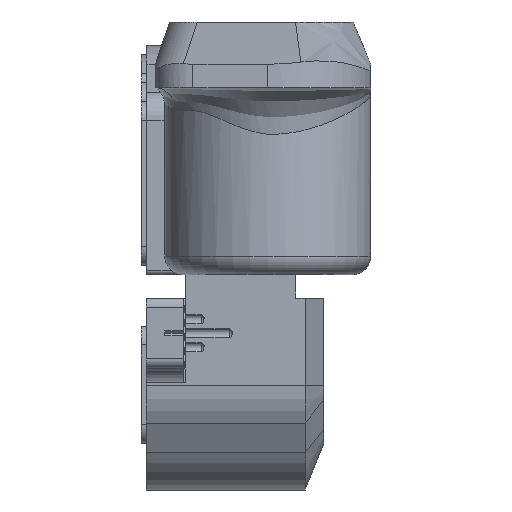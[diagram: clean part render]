
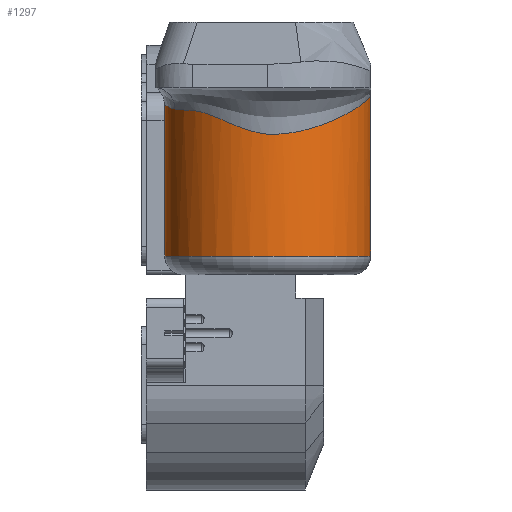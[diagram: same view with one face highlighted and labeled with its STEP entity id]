
A CAD part, front view. The second image highlights one B-rep face of the part: STEP entity #1297.
In plain terms, the highlighted cylindrical face has radius 11 mm (diameter 22 mm), a partial arc.
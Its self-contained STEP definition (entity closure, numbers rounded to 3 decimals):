
#914 = EDGE_CURVE ( 'NONE', #20487, #20485, #6301, .T. ) ;
#1297 = ADVANCED_FACE ( 'NONE', ( #6537 ), #6538, .T. ) ;
#1672 = EDGE_CURVE ( 'NONE', #20428, #20429, #6583, .T. ) ;
#1747 = EDGE_CURVE ( 'NONE', #20428, #20487, #16942, .T. ) ;
#1748 = EDGE_CURVE ( 'NONE', #20405, #20429, #19998, .T. ) ;
#1751 = EDGE_CURVE ( 'NONE', #20485, #20405, #19997, .T. ) ;
#3354 = EDGE_LOOP ( 'NONE', ( #22285, #22286, #22284, #22287, #22289 ) ) ;
#6108 = CARTESIAN_POINT ( 'NONE',  ( 13., 0., -24.5 ) ) ;
#6109 = DIRECTION ( 'NONE',  ( 0., 0., 1. ) ) ;
#6301 = LINE ( 'NONE', #6108, #20662 ) ;
#6537 = FACE_OUTER_BOUND ( 'NONE', #3354, .T. ) ;
#6538 = CYLINDRICAL_SURFACE ( 'NONE', #16811, 11. ) ;
#6583 = LINE ( 'NONE', #8886, #16922 ) ;
#8054 = CARTESIAN_POINT ( 'NONE',  ( 24., 0., -24.5 ) ) ;
#8055 = DIRECTION ( 'NONE',  ( 0., 0., 1. ) ) ;
#8056 = DIRECTION ( 'NONE',  ( -1., 0., 0. ) ) ;
#8886 = CARTESIAN_POINT ( 'NONE',  ( 35., 0., -24.5 ) ) ;
#8887 = DIRECTION ( 'NONE',  ( 0., 0., 1. ) ) ;
#9061 = CARTESIAN_POINT ( 'NONE',  ( 24., 0., -22.5 ) ) ;
#9062 = DIRECTION ( 'NONE',  ( 0., 0., -1. ) ) ;
#9063 = DIRECTION ( 'NONE',  ( 1., 0., 0. ) ) ;
#9064 = CARTESIAN_POINT ( 'NONE',  ( 14.067, -4.725, -6.789 ) ) ;
#9065 = CARTESIAN_POINT ( 'NONE',  ( 14.162, -4.925, -6.8 ) ) ;
#9066 = CARTESIAN_POINT ( 'NONE',  ( 14.263, -5.122, -6.812 ) ) ;
#9067 = CARTESIAN_POINT ( 'NONE',  ( 14.691, -5.898, -6.861 ) ) ;
#9068 = CARTESIAN_POINT ( 'NONE',  ( 15.065, -6.451, -6.898 ) ) ;
#9069 = CARTESIAN_POINT ( 'NONE',  ( 15.697, -7.222, -6.956 ) ) ;
#9070 = CARTESIAN_POINT ( 'NONE',  ( 15.919, -7.47, -6.975 ) ) ;
#9071 = CARTESIAN_POINT ( 'NONE',  ( 16.384, -7.944, -7.013 ) ) ;
#9072 = CARTESIAN_POINT ( 'NONE',  ( 16.628, -8.171, -7.05 ) ) ;
#9073 = CARTESIAN_POINT ( 'NONE',  ( 17.388, -8.816, -7.233 ) ) ;
#9074 = CARTESIAN_POINT ( 'NONE',  ( 17.934, -9.201, -7.438 ) ) ;
#9075 = CARTESIAN_POINT ( 'NONE',  ( 19.087, -9.864, -7.918 ) ) ;
#9076 = CARTESIAN_POINT ( 'NONE',  ( 19.693, -10.143, -8.193 ) ) ;
#9077 = CARTESIAN_POINT ( 'NONE',  ( 20.946, -10.588, -8.717 ) ) ;
#9078 = CARTESIAN_POINT ( 'NONE',  ( 21.592, -10.754, -8.967 ) ) ;
#9079 = CARTESIAN_POINT ( 'NONE',  ( 22.905, -10.966, -9.346 ) ) ;
#9080 = CARTESIAN_POINT ( 'NONE',  ( 23.571, -11.012, -9.475 ) ) ;
#9081 = CARTESIAN_POINT ( 'NONE',  ( 24.568, -10.99, -9.508 ) ) ;
#9082 = CARTESIAN_POINT ( 'NONE',  ( 24.9, -10.968, -9.495 ) ) ;
#9083 = CARTESIAN_POINT ( 'NONE',  ( 25.561, -10.894, -9.455 ) ) ;
#9084 = CARTESIAN_POINT ( 'NONE',  ( 25.889, -10.842, -9.422 ) ) ;
#9085 = CARTESIAN_POINT ( 'NONE',  ( 26.866, -10.641, -9.293 ) ) ;
#9086 = CARTESIAN_POINT ( 'NONE',  ( 27.505, -10.448, -9.165 ) ) ;
#9087 = CARTESIAN_POINT ( 'NONE',  ( 28.738, -9.95, -8.849 ) ) ;
#9088 = CARTESIAN_POINT ( 'NONE',  ( 29.331, -9.645, -8.661 ) ) ;
#9089 = CARTESIAN_POINT ( 'NONE',  ( 30.454, -8.932, -8.25 ) ) ;
#9090 = CARTESIAN_POINT ( 'NONE',  ( 30.983, -8.525, -8.027 ) ) ;
#9091 = CARTESIAN_POINT ( 'NONE',  ( 31.959, -7.622, -7.571 ) ) ;
#9092 = CARTESIAN_POINT ( 'NONE',  ( 32.406, -7.126, -7.338 ) ) ;
#9093 = CARTESIAN_POINT ( 'NONE',  ( 33.203, -6.062, -6.873 ) ) ;
#9094 = CARTESIAN_POINT ( 'NONE',  ( 33.553, -5.494, -6.644 ) ) ;
#9095 = CARTESIAN_POINT ( 'NONE',  ( 34.145, -4.303, -6.226 ) ) ;
#9096 = CARTESIAN_POINT ( 'NONE',  ( 34.387, -3.681, -6.037 ) ) ;
#9097 = CARTESIAN_POINT ( 'NONE',  ( 34.755, -2.403, -5.732 ) ) ;
#9098 = CARTESIAN_POINT ( 'NONE',  ( 34.881, -1.748, -5.616 ) ) ;
#9099 = CARTESIAN_POINT ( 'NONE',  ( 34.979, -0.755, -5.521 ) ) ;
#9100 = CARTESIAN_POINT ( 'NONE',  ( 34.997, -0.423, -5.503 ) ) ;
#9101 = CARTESIAN_POINT ( 'NONE',  ( 35., -0.06, -5.5 ) ) ;
#9102 = CARTESIAN_POINT ( 'NONE',  ( 35., -0.03, -5.5 ) ) ;
#9103 = CARTESIAN_POINT ( 'NONE',  ( 35., 0., -5.5 ) ) ;
#9104 = CARTESIAN_POINT ( 'NONE',  ( 13., 0., -6.275 ) ) ;
#9105 = CARTESIAN_POINT ( 'NONE',  ( 13., -0.814, -6.288 ) ) ;
#9106 = CARTESIAN_POINT ( 'NONE',  ( 13.091, -1.628, -6.382 ) ) ;
#9107 = CARTESIAN_POINT ( 'NONE',  ( 13.449, -3.216, -6.612 ) ) ;
#9108 = CARTESIAN_POINT ( 'NONE',  ( 13.717, -3.99, -6.746 ) ) ;
#9109 = CARTESIAN_POINT ( 'NONE',  ( 14.067, -4.725, -6.789 ) ) ;
#15449 = CARTESIAN_POINT ( 'NONE',  ( 14.067, -4.725, -6.789 ) ) ;
#15472 = CARTESIAN_POINT ( 'NONE',  ( 35., 0., -22.5 ) ) ;
#15473 = CARTESIAN_POINT ( 'NONE',  ( 35., 0., -5.5 ) ) ;
#15529 = CARTESIAN_POINT ( 'NONE',  ( 13., 0., -6.275 ) ) ;
#15531 = CARTESIAN_POINT ( 'NONE',  ( 13., 0., -22.5 ) ) ;
#16811 = AXIS2_PLACEMENT_3D ( 'NONE', #8054, #8055, #8056 ) ;
#16922 = VECTOR ( 'NONE', #8887, 1000. ) ;
#16942 = CIRCLE ( 'NONE', #16966, 11. ) ;
#16966 = AXIS2_PLACEMENT_3D ( 'NONE', #9061, #9062, #9063 ) ;
#19997 = B_SPLINE_CURVE_WITH_KNOTS ( 'NONE', 3,
 ( #9104, #9105, #9106, #9107, #9108, #9109 ),
 .UNSPECIFIED., .F., .F.,
 ( 4, 2, 4 ),
 ( 0.471, 0.735, 1. ),
 .UNSPECIFIED. ) ;
#19998 = B_SPLINE_CURVE_WITH_KNOTS ( 'NONE', 3,
 ( #9064, #9065, #9066, #9067, #9068, #9069, #9070, #9071, #9072, #9073, #9074, #9075, #9076, #9077, #9078, #9079, #9080, #9081, #9082, #9083, #9084, #9085, #9086, #9087, #9088, #9089, #9090, #9091, #9092, #9093, #9094, #9095, #9096, #9097, #9098, #9099, #9100, #9101, #9102, #9103 ),
 .UNSPECIFIED., .F., .F.,
 ( 4, 2, 2, 2, 2, 2, 2, 2, 2, 2, 2, 2, 2, 2, 2, 2, 2, 2, 2, 4 ),
 ( 0., 0.022, 0.09, 0.123, 0.157, 0.224, 0.291, 0.358, 0.426, 0.459, 0.493, 0.56, 0.627, 0.694, 0.762, 0.829, 0.896, 0.963, 0.997, 1. ),
 .UNSPECIFIED. ) ;
#20405 = VERTEX_POINT ( 'NONE', #15449 ) ;
#20428 = VERTEX_POINT ( 'NONE', #15472 ) ;
#20429 = VERTEX_POINT ( 'NONE', #15473 ) ;
#20485 = VERTEX_POINT ( 'NONE', #15529 ) ;
#20487 = VERTEX_POINT ( 'NONE', #15531 ) ;
#20662 = VECTOR ( 'NONE', #6109, 1000. ) ;
#22284 = ORIENTED_EDGE ( 'NONE', *, *, #1672, .T. ) ;
#22285 = ORIENTED_EDGE ( 'NONE', *, *, #914, .F. ) ;
#22286 = ORIENTED_EDGE ( 'NONE', *, *, #1747, .F. ) ;
#22287 = ORIENTED_EDGE ( 'NONE', *, *, #1748, .F. ) ;
#22289 = ORIENTED_EDGE ( 'NONE', *, *, #1751, .F. ) ;
